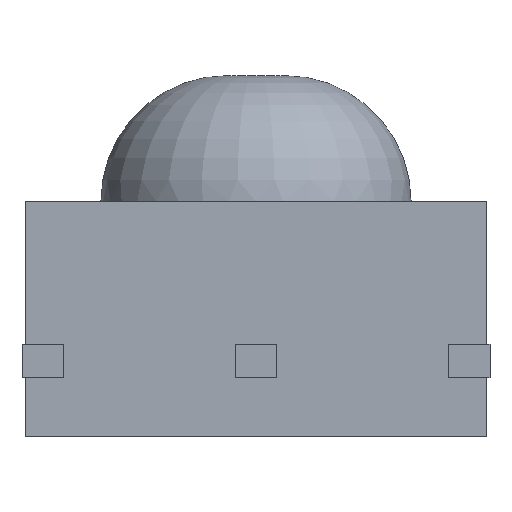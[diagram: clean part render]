
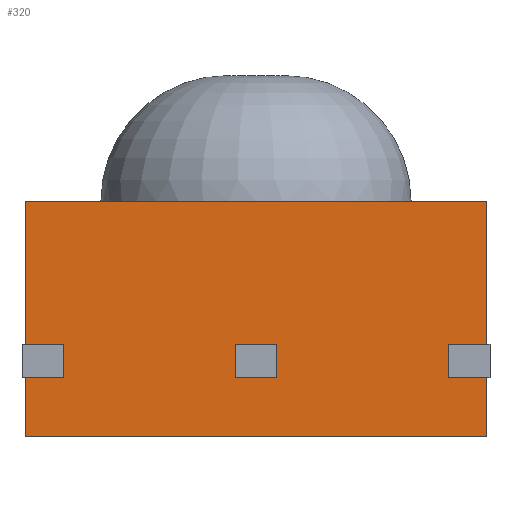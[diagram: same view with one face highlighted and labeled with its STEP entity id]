
A CAD part, front view. The second image highlights one B-rep face of the part: STEP entity #320.
In plain terms, the highlighted planar face has unit normal (0, -1, 0).
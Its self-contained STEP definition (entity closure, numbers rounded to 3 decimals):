
#9 = EDGE_CURVE ( 'NONE', #412, #514, #274, .T. ) ;
#25 = EDGE_LOOP ( 'NONE', ( #146, #496, #76, #155 ) ) ;
#39 = PLANE ( 'NONE',  #362 ) ;
#47 = CARTESIAN_POINT ( 'NONE',  ( -2.75, -3.2, 2.8 ) ) ;
#53 = DIRECTION ( 'NONE',  ( 1., 0., 0. ) ) ;
#76 = ORIENTED_EDGE ( 'NONE', *, *, #276, .F. ) ;
#85 = CARTESIAN_POINT ( 'NONE',  ( -2.75, -3.2, 2.8 ) ) ;
#90 = DIRECTION ( 'NONE',  ( 0., 0., -1. ) ) ;
#109 = VECTOR ( 'NONE', #90, 1000. ) ;
#146 = ORIENTED_EDGE ( 'NONE', *, *, #448, .T. ) ;
#155 = ORIENTED_EDGE ( 'NONE', *, *, #9, .T. ) ;
#168 = VERTEX_POINT ( 'NONE', #466 ) ;
#196 = CARTESIAN_POINT ( 'NONE',  ( -2.75, -3.2, 0. ) ) ;
#256 = DIRECTION ( 'NONE',  ( 1., 0., 0. ) ) ;
#274 = LINE ( 'NONE', #85, #109 ) ;
#275 = CARTESIAN_POINT ( 'NONE',  ( 2.75, -3.2, 0. ) ) ;
#276 = EDGE_CURVE ( 'NONE', #412, #168, #291, .T. ) ;
#291 = LINE ( 'NONE', #346, #743 ) ;
#316 = VECTOR ( 'NONE', #668, 1000. ) ;
#320 = ADVANCED_FACE ( 'NONE', ( #623 ), #39, .F. ) ;
#346 = CARTESIAN_POINT ( 'NONE',  ( -2.75, -3.2, 2.8 ) ) ;
#360 = CARTESIAN_POINT ( 'NONE',  ( -2.75, -3.2, 0. ) ) ;
#362 = AXIS2_PLACEMENT_3D ( 'NONE', #47, #746, #508 ) ;
#374 = LINE ( 'NONE', #196, #422 ) ;
#412 = VERTEX_POINT ( 'NONE', #545 ) ;
#422 = VECTOR ( 'NONE', #256, 1000. ) ;
#448 = EDGE_CURVE ( 'NONE', #514, #604, #374, .T. ) ;
#466 = CARTESIAN_POINT ( 'NONE',  ( 2.75, -3.2, 2.8 ) ) ;
#496 = ORIENTED_EDGE ( 'NONE', *, *, #585, .F. ) ;
#498 = CARTESIAN_POINT ( 'NONE',  ( 2.75, -3.2, 2.8 ) ) ;
#508 = DIRECTION ( 'NONE',  ( 0., 0., 1. ) ) ;
#514 = VERTEX_POINT ( 'NONE', #360 ) ;
#545 = CARTESIAN_POINT ( 'NONE',  ( -2.75, -3.2, 2.8 ) ) ;
#585 = EDGE_CURVE ( 'NONE', #168, #604, #724, .T. ) ;
#604 = VERTEX_POINT ( 'NONE', #275 ) ;
#623 = FACE_OUTER_BOUND ( 'NONE', #25, .T. ) ;
#668 = DIRECTION ( 'NONE',  ( 0., 0., -1. ) ) ;
#724 = LINE ( 'NONE', #498, #316 ) ;
#743 = VECTOR ( 'NONE', #53, 1000. ) ;
#746 = DIRECTION ( 'NONE',  ( 0., 1., 0. ) ) ;
